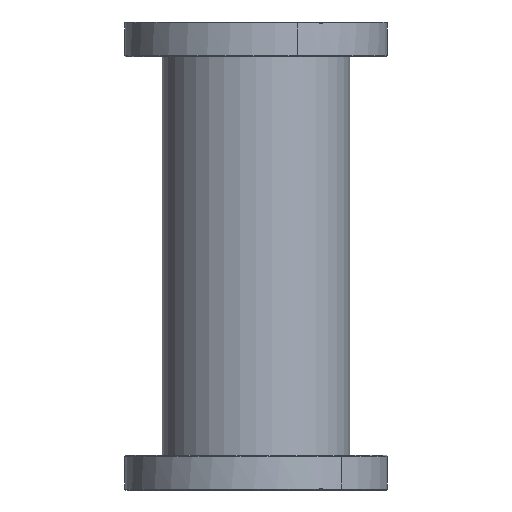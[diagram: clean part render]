
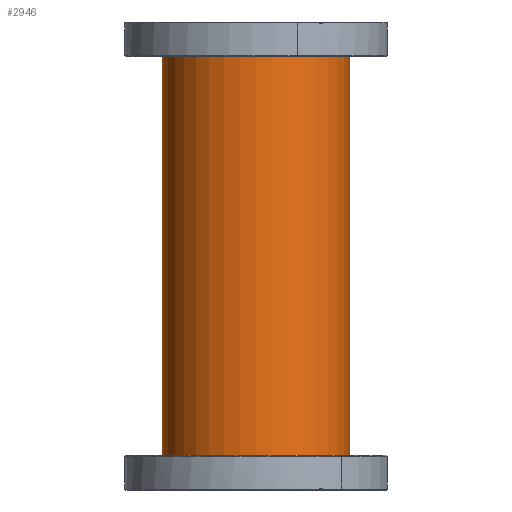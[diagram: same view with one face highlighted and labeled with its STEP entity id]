
A CAD part, front view. The second image highlights one B-rep face of the part: STEP entity #2946.
In plain terms, the highlighted cylindrical face has radius 54 mm (diameter 108 mm), a partial arc.
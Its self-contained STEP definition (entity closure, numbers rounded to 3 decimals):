
#195 = CARTESIAN_POINT ( 'NONE',  ( 0., 0., 247.8 ) ) ;
#213 = VECTOR ( 'NONE', #2090, 1000. ) ;
#337 = VERTEX_POINT ( 'NONE', #3466 ) ;
#497 = EDGE_CURVE ( 'NONE', #783, #337, #1187, .T. ) ;
#783 = VERTEX_POINT ( 'NONE', #1457 ) ;
#951 = CIRCLE ( 'NONE', #1807, 54. ) ;
#990 = EDGE_CURVE ( 'NONE', #3940, #783, #2412, .T. ) ;
#1187 = CIRCLE ( 'NONE', #4096, 54. ) ;
#1457 = CARTESIAN_POINT ( 'NONE',  ( -54., 0., 0. ) ) ;
#1543 = ORIENTED_EDGE ( 'NONE', *, *, #4404, .F. ) ;
#1595 = LINE ( 'NONE', #2463, #213 ) ;
#1617 = CYLINDRICAL_SURFACE ( 'NONE', #2328, 54. ) ;
#1807 = AXIS2_PLACEMENT_3D ( 'NONE', #3042, #2880, #3942 ) ;
#1865 = ORIENTED_EDGE ( 'NONE', *, *, #990, .T. ) ;
#1876 = ORIENTED_EDGE ( 'NONE', *, *, #497, .T. ) ;
#1910 = DIRECTION ( 'NONE',  ( 0., 0., -1. ) ) ;
#2048 = DIRECTION ( 'NONE',  ( 0., 0., 1. ) ) ;
#2090 = DIRECTION ( 'NONE',  ( 0., 0., -1. ) ) ;
#2328 = AXIS2_PLACEMENT_3D ( 'NONE', #195, #1910, #3542 ) ;
#2412 = LINE ( 'NONE', #2823, #4210 ) ;
#2463 = CARTESIAN_POINT ( 'NONE',  ( 54., 0., 247.8 ) ) ;
#2731 = ORIENTED_EDGE ( 'NONE', *, *, #2882, .F. ) ;
#2758 = FACE_OUTER_BOUND ( 'NONE', #4425, .T. ) ;
#2823 = CARTESIAN_POINT ( 'NONE',  ( -54., 0., 247.8 ) ) ;
#2880 = DIRECTION ( 'NONE',  ( 0., 0., 1. ) ) ;
#2882 = EDGE_CURVE ( 'NONE', #3940, #3607, #951, .T. ) ;
#2939 = DIRECTION ( 'NONE',  ( 0., 0., -1. ) ) ;
#2946 = ADVANCED_FACE ( 'NONE', ( #2758 ), #1617, .T. ) ;
#3042 = CARTESIAN_POINT ( 'NONE',  ( 0., 0., 247.8 ) ) ;
#3459 = DIRECTION ( 'NONE',  ( 1., 0., 0. ) ) ;
#3466 = CARTESIAN_POINT ( 'NONE',  ( 54., 0., 0. ) ) ;
#3542 = DIRECTION ( 'NONE',  ( -1., 0., 0. ) ) ;
#3607 = VERTEX_POINT ( 'NONE', #3736 ) ;
#3736 = CARTESIAN_POINT ( 'NONE',  ( 54., 0., 247.8 ) ) ;
#3940 = VERTEX_POINT ( 'NONE', #4170 ) ;
#3942 = DIRECTION ( 'NONE',  ( 1., 0., 0. ) ) ;
#4011 = CARTESIAN_POINT ( 'NONE',  ( 0., 0., 0. ) ) ;
#4096 = AXIS2_PLACEMENT_3D ( 'NONE', #4011, #2048, #3459 ) ;
#4170 = CARTESIAN_POINT ( 'NONE',  ( -54., 0., 247.8 ) ) ;
#4210 = VECTOR ( 'NONE', #2939, 1000. ) ;
#4404 = EDGE_CURVE ( 'NONE', #3607, #337, #1595, .T. ) ;
#4425 = EDGE_LOOP ( 'NONE', ( #1543, #2731, #1865, #1876 ) ) ;
